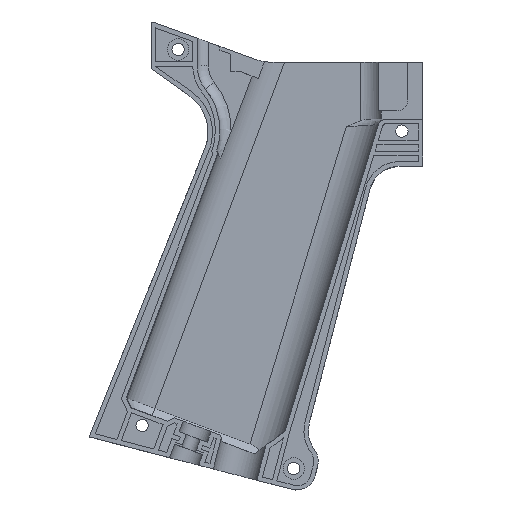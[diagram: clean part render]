
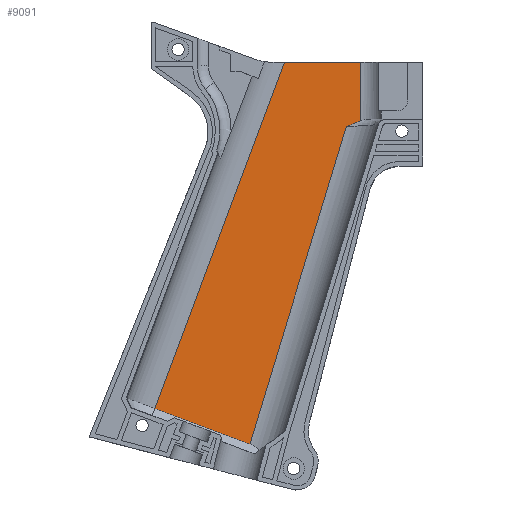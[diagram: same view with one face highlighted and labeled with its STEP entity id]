
A CAD part, left-side view. The second image highlights one B-rep face of the part: STEP entity #9091.
In plain terms, the highlighted planar face has unit normal (-1, 0, 0).
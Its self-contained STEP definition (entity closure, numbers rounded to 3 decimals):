
#226=B_SPLINE_CURVE_WITH_KNOTS('',3,(#18572,#18573,#18574,#18575,#18576,
#18577,#18578,#18579),.UNSPECIFIED.,.F.,.F.,(4,2,2,4),(-0.002,
0.,0.394,0.41),.UNSPECIFIED.);
#891=FACE_OUTER_BOUND('',#1385,.T.);
#1385=EDGE_LOOP('',(#7838,#7839,#7840,#7841,#7842,#7843));
#2339=LINE('',#18328,#3320);
#2383=LINE('',#18540,#3364);
#2386=LINE('',#18570,#3367);
#2387=LINE('',#18581,#3368);
#2388=LINE('',#18582,#3369);
#3320=VECTOR('',#11577,10.);
#3364=VECTOR('',#11697,8.);
#3367=VECTOR('',#11708,8.);
#3368=VECTOR('',#11709,6.);
#3369=VECTOR('',#11710,10.);
#4180=VERTEX_POINT('',#14978);
#4257=VERTEX_POINT('',#18326);
#4276=VERTEX_POINT('',#18539);
#4283=VERTEX_POINT('',#18569);
#4284=VERTEX_POINT('',#18571);
#4285=VERTEX_POINT('',#18580);
#5472=EDGE_CURVE('',#4257,#4180,#2339,.T.);
#5523=EDGE_CURVE('',#4276,#4180,#2383,.T.);
#5531=EDGE_CURVE('',#4283,#4257,#2386,.T.);
#5532=EDGE_CURVE('',#4283,#4284,#226,.T.);
#5533=EDGE_CURVE('',#4284,#4285,#2387,.T.);
#5534=EDGE_CURVE('',#4285,#4276,#2388,.T.);
#7838=ORIENTED_EDGE('',*,*,#5523,.T.);
#7839=ORIENTED_EDGE('',*,*,#5472,.F.);
#7840=ORIENTED_EDGE('',*,*,#5531,.F.);
#7841=ORIENTED_EDGE('',*,*,#5532,.T.);
#7842=ORIENTED_EDGE('',*,*,#5533,.T.);
#7843=ORIENTED_EDGE('',*,*,#5534,.T.);
#8664=PLANE('',#9714);
#9091=ADVANCED_FACE('',(#891),#8664,.F.);
#9714=AXIS2_PLACEMENT_3D('',#18568,#11706,#11707);
#11577=DIRECTION('',(0.,0.937,0.35));
#11697=DIRECTION('',(0.,0.35,-0.937));
#11706=DIRECTION('center_axis',(1.,0.,0.));
#11707=DIRECTION('ref_axis',(0.,1.,0.));
#11708=DIRECTION('',(0.,0.291,-0.957));
#11709=DIRECTION('',(0.,0.,1.));
#11710=DIRECTION('',(0.,1.,0.));
#14978=CARTESIAN_POINT('',(12.5,94.289,-93.765));
#18326=CARTESIAN_POINT('',(12.5,68.976,-103.233));
#18328=CARTESIAN_POINT('',(12.5,89.334,-95.618));
#18539=CARTESIAN_POINT('',(12.5,59.765,-1.465));
#18540=CARTESIAN_POINT('',(12.5,60.021,-2.149));
#18568=CARTESIAN_POINT('Origin',(12.5,67.731,-48.643));
#18569=CARTESIAN_POINT('',(12.5,43.269,-18.7));
#18570=CARTESIAN_POINT('',(12.5,50.898,-43.786));
#18571=CARTESIAN_POINT('',(12.5,39.474,-17.118));
#18572=CARTESIAN_POINT('Ctrl Pts',(12.5,43.269,-18.7));
#18573=CARTESIAN_POINT('Ctrl Pts',(12.5,43.264,-18.698));
#18574=CARTESIAN_POINT('Ctrl Pts',(12.5,43.259,-18.695));
#18575=CARTESIAN_POINT('Ctrl Pts',(12.5,42.068,-18.131));
#18576=CARTESIAN_POINT('Ctrl Pts',(12.5,40.842,-17.552));
#18577=CARTESIAN_POINT('Ctrl Pts',(12.5,39.576,-17.149));
#18578=CARTESIAN_POINT('Ctrl Pts',(12.5,39.525,-17.133));
#18579=CARTESIAN_POINT('Ctrl Pts',(12.5,39.474,-17.118));
#18580=CARTESIAN_POINT('',(12.5,39.474,-1.465));
#18581=CARTESIAN_POINT('',(12.5,39.474,-1.465));
#18582=CARTESIAN_POINT('',(12.5,62.287,-1.465));
